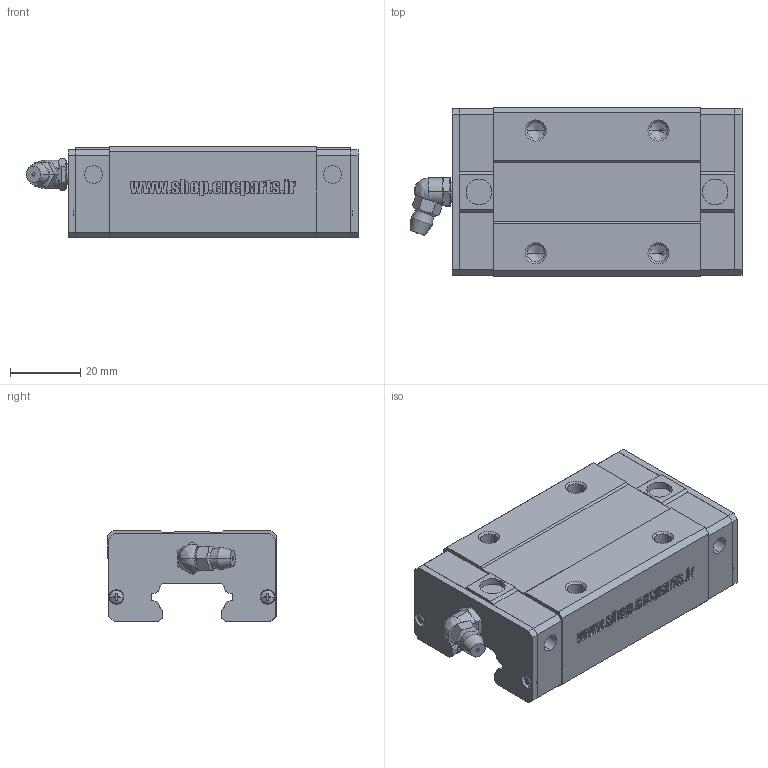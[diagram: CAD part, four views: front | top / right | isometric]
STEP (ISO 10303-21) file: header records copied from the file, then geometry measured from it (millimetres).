
FILE_DESCRIPTION (( 'STEP AP214' ), '1' );
FILE_NAME ('EGH25.STEP', '2025-10-21T06:47:15', ( '' ), ( '' ), 'SwSTEP 2.0', 'SolidWorks 2024', '' );
FILE_SCHEMA (( 'AUTOMOTIVE_DESIGN' ));
Length unit declared in the file: millimetre
Products named in the file (1): EGH25
Bounding box: 94.6 x 48 x 26 mm (x, y, z)
Volume: 82392.8 mm3; surface area: 26217.5 mm2
Topology: 10 solids, 10 shells, 690 faces, 1850 edges, 1214 vertices
Faces by surface type: plane 378, cylinder 135, bspline 116, cone 61
Entity records: 27463 total; most frequent: CARTESIAN_POINT 10811, ORIENTED_EDGE 3680, DIRECTION 3014, EDGE_CURVE 1840, VERTEX_POINT 1214, VECTOR 1152, LINE 1152, AXIS2_PLACEMENT_3D 931
